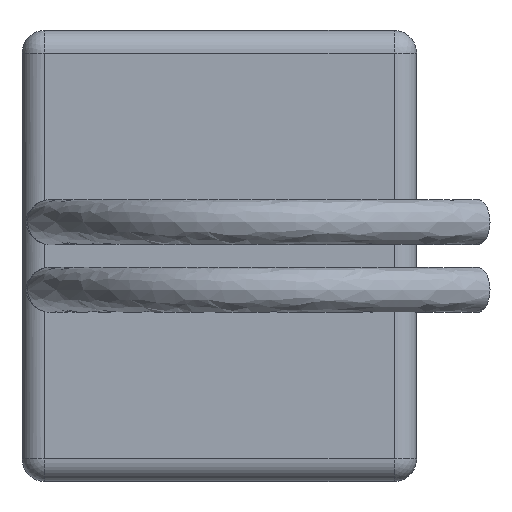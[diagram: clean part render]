
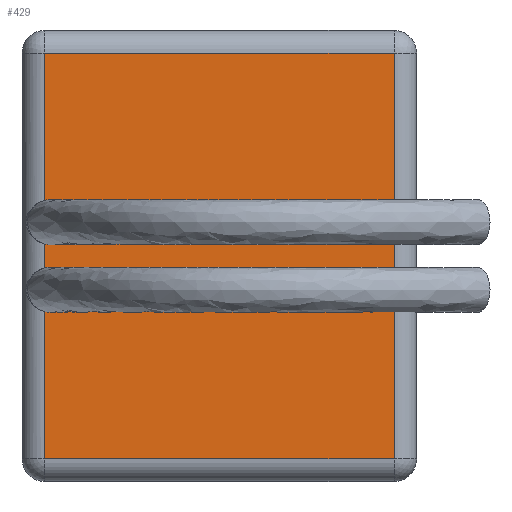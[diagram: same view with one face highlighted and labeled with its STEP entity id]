
A CAD part, left-side view. The second image highlights one B-rep face of the part: STEP entity #429.
In plain terms, the highlighted planar face has unit normal (-1, 0, 0).
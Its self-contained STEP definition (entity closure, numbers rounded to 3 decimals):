
#19=PLANE('',#482);
#26=LINE('',#807,#52);
#28=LINE('',#812,#54);
#29=LINE('',#813,#55);
#31=LINE('',#823,#57);
#37=LINE('',#840,#63);
#38=LINE('',#841,#64);
#52=VECTOR('',#532,10.);
#54=VECTOR('',#536,10.);
#55=VECTOR('',#537,10.);
#57=VECTOR('',#549,10.);
#63=VECTOR('',#567,10.);
#64=VECTOR('',#568,10.);
#133=FACE_OUTER_BOUND('',#165,.T.);
#165=EDGE_LOOP('',(#328,#329,#330,#331,#332,#333,#334,#335));
#194=B_SPLINE_CURVE_WITH_KNOTS('',3,(#842,#843,#844,#845,#846,#847,#848,
#849,#850),.UNSPECIFIED.,.F.,.F.,(4,1,1,1,1,1,4),(-1.823,-1.571,
-1.346,-0.449,0.449,1.346,
1.823),.UNSPECIFIED.);
#195=B_SPLINE_CURVE_WITH_KNOTS('',3,(#851,#852,#853,#854,#855,#856,#857,
#858,#859),.UNSPECIFIED.,.F.,.F.,(4,1,1,1,1,1,4),(-1.823,-1.571,
-1.346,-0.449,0.449,1.346,
1.823),.UNSPECIFIED.);
#199=VERTEX_POINT('',#686);
#200=VERTEX_POINT('',#697);
#202=VERTEX_POINT('',#757);
#203=VERTEX_POINT('',#768);
#205=VERTEX_POINT('',#801);
#208=VERTEX_POINT('',#810);
#211=VERTEX_POINT('',#821);
#216=VERTEX_POINT('',#839);
#239=EDGE_CURVE('',#202,#205,#26,.T.);
#242=EDGE_CURVE('',#208,#200,#28,.T.);
#243=EDGE_CURVE('',#199,#203,#29,.T.);
#248=EDGE_CURVE('',#211,#208,#31,.T.);
#256=EDGE_CURVE('',#216,#211,#37,.T.);
#257=EDGE_CURVE('',#205,#216,#38,.T.);
#258=EDGE_CURVE('',#202,#203,#194,.T.);
#259=EDGE_CURVE('',#199,#200,#195,.T.);
#328=ORIENTED_EDGE('',*,*,#242,.F.);
#329=ORIENTED_EDGE('',*,*,#248,.F.);
#330=ORIENTED_EDGE('',*,*,#256,.F.);
#331=ORIENTED_EDGE('',*,*,#257,.F.);
#332=ORIENTED_EDGE('',*,*,#239,.F.);
#333=ORIENTED_EDGE('',*,*,#258,.T.);
#334=ORIENTED_EDGE('',*,*,#243,.F.);
#335=ORIENTED_EDGE('',*,*,#259,.T.);
#429=ADVANCED_FACE('',(#133),#19,.T.);
#482=AXIS2_PLACEMENT_3D('',#838,#565,#566);
#532=DIRECTION('',(0.,0.,1.));
#536=DIRECTION('',(0.,0.,1.));
#537=DIRECTION('',(0.,0.,1.));
#549=DIRECTION('',(0.,1.,0.));
#565=DIRECTION('center_axis',(-1.,0.,0.));
#566=DIRECTION('ref_axis',(0.,-1.,0.));
#567=DIRECTION('',(0.,0.,-1.));
#568=DIRECTION('',(0.,-1.,0.));
#686=CARTESIAN_POINT('',(-38.,15.5,18.936));
#697=CARTESIAN_POINT('',(-38.,15.5,15.064));
#757=CARTESIAN_POINT('',(-38.,15.5,24.936));
#768=CARTESIAN_POINT('',(-38.,15.5,21.064));
#801=CARTESIAN_POINT('',(-38.,15.5,38.));
#807=CARTESIAN_POINT('',(-38.,15.5,0.));
#810=CARTESIAN_POINT('',(-38.,15.5,2.));
#812=CARTESIAN_POINT('',(-38.,15.5,0.));
#813=CARTESIAN_POINT('',(-38.,15.5,0.));
#821=CARTESIAN_POINT('',(-38.,-15.5,2.));
#823=CARTESIAN_POINT('',(-38.,8.75,2.));
#838=CARTESIAN_POINT('Origin',(-38.,17.5,0.));
#839=CARTESIAN_POINT('',(-38.,-15.5,38.));
#840=CARTESIAN_POINT('',(-38.,-15.5,0.));
#841=CARTESIAN_POINT('',(-38.,8.75,38.));
#842=CARTESIAN_POINT('Ctrl Pts',(-38.,15.5,24.936));
#843=CARTESIAN_POINT('Ctrl Pts',(-38.,15.337,24.978));
#844=CARTESIAN_POINT('Ctrl Pts',(-38.,15.018,25.02));
#845=CARTESIAN_POINT('Ctrl Pts',(-38.,14.101,24.919));
#846=CARTESIAN_POINT('Ctrl Pts',(-38.,12.938,23.995));
#847=CARTESIAN_POINT('Ctrl Pts',(-38.,12.937,22.006));
#848=CARTESIAN_POINT('Ctrl Pts',(-38.,14.247,20.962));
#849=CARTESIAN_POINT('Ctrl Pts',(-38.,15.191,20.987));
#850=CARTESIAN_POINT('Ctrl Pts',(-38.,15.5,21.066));
#851=CARTESIAN_POINT('Ctrl Pts',(-38.,15.5,18.936));
#852=CARTESIAN_POINT('Ctrl Pts',(-38.,15.337,18.978));
#853=CARTESIAN_POINT('Ctrl Pts',(-38.,15.018,19.02));
#854=CARTESIAN_POINT('Ctrl Pts',(-38.,14.101,18.919));
#855=CARTESIAN_POINT('Ctrl Pts',(-38.,12.938,17.995));
#856=CARTESIAN_POINT('Ctrl Pts',(-38.,12.937,16.006));
#857=CARTESIAN_POINT('Ctrl Pts',(-38.,14.247,14.962));
#858=CARTESIAN_POINT('Ctrl Pts',(-38.,15.191,14.987));
#859=CARTESIAN_POINT('Ctrl Pts',(-38.,15.5,15.066));
